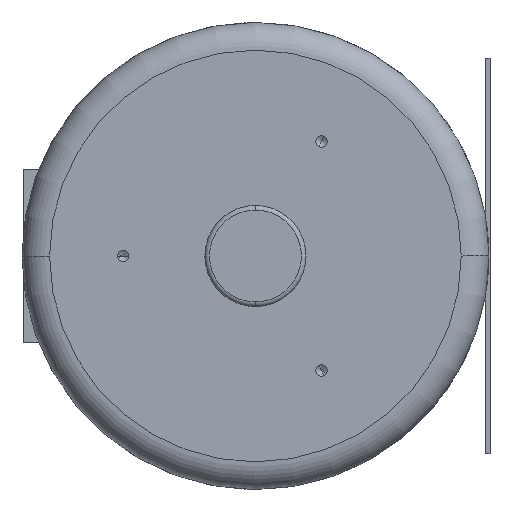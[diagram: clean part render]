
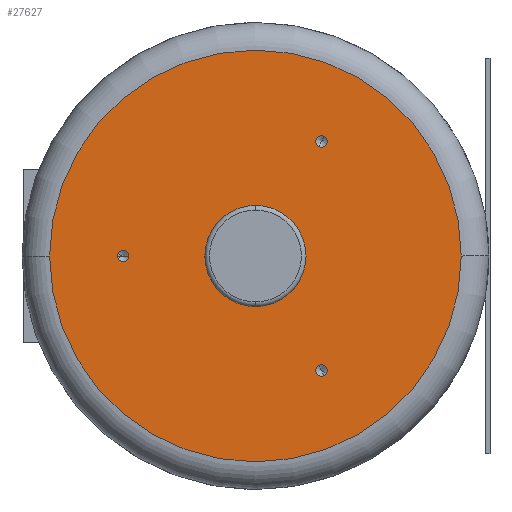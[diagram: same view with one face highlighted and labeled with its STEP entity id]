
A CAD part, left-side view. The second image highlights one B-rep face of the part: STEP entity #27627.
In plain terms, the highlighted planar face has unit normal (-1, 0, 0).
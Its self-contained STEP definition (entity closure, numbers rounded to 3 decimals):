
#11108=CARTESIAN_POINT('',(-57.6,0.,0.));
#11109=DIRECTION('',(-1.,0.,0.));
#11110=DIRECTION('',(0.,0.,1.));
#11111=AXIS2_PLACEMENT_3D('',#11108,#11109,#11110);
#11113=CARTESIAN_POINT('',(-57.6,0.,0.));
#11114=DIRECTION('',(-1.,0.,0.));
#11115=DIRECTION('',(0.,0.,-1.));
#11116=AXIS2_PLACEMENT_3D('',#11113,#11114,#11115);
#11118=CARTESIAN_POINT('',(-57.6,57.5,0.));
#11119=DIRECTION('',(-1.,0.,0.));
#11120=DIRECTION('',(0.,1.,0.));
#11121=AXIS2_PLACEMENT_3D('',#11118,#11119,#11120);
#11123=CARTESIAN_POINT('',(-57.6,57.5,0.));
#11124=DIRECTION('',(-1.,0.,0.));
#11125=DIRECTION('',(0.,-1.,0.));
#11126=AXIS2_PLACEMENT_3D('',#11123,#11124,#11125);
#11128=CARTESIAN_POINT('',(-57.6,-28.75,49.796));
#11129=DIRECTION('',(-1.,0.,0.));
#11130=DIRECTION('',(0.,-0.5,0.866));
#11131=AXIS2_PLACEMENT_3D('',#11128,#11129,#11130);
#11133=CARTESIAN_POINT('',(-57.6,-28.75,49.796));
#11134=DIRECTION('',(-1.,0.,0.));
#11135=DIRECTION('',(0.,0.5,-0.866));
#11136=AXIS2_PLACEMENT_3D('',#11133,#11134,#11135);
#11138=CARTESIAN_POINT('',(-57.6,-28.75,-49.796));
#11139=DIRECTION('',(-1.,0.,0.));
#11140=DIRECTION('',(0.,-0.5,-0.866));
#11141=AXIS2_PLACEMENT_3D('',#11138,#11139,#11140);
#11143=CARTESIAN_POINT('',(-57.6,-28.75,-49.796));
#11144=DIRECTION('',(-1.,0.,0.));
#11145=DIRECTION('',(0.,0.5,0.866));
#11146=AXIS2_PLACEMENT_3D('',#11143,#11144,#11145);
#11148=CARTESIAN_POINT('',(-57.6,0.,0.));
#11149=DIRECTION('',(-1.,0.,0.));
#11150=DIRECTION('',(0.,1.,0.));
#11151=AXIS2_PLACEMENT_3D('',#11148,#11149,#11150);
#11153=CARTESIAN_POINT('',(-57.6,0.,0.));
#11154=DIRECTION('',(-1.,0.,0.));
#11155=DIRECTION('',(0.,-1.,0.));
#11156=AXIS2_PLACEMENT_3D('',#11153,#11154,#11155);
#11720=CARTESIAN_POINT('',(-57.6,60.,0.));
#11721=CARTESIAN_POINT('',(-57.6,55.,0.));
#11722=VERTEX_POINT('',#11720);
#11723=VERTEX_POINT('',#11721);
#11730=CARTESIAN_POINT('',(-57.6,-30.,51.962));
#11731=CARTESIAN_POINT('',(-57.6,-27.5,47.631));
#11732=VERTEX_POINT('',#11730);
#11733=VERTEX_POINT('',#11731);
#11740=CARTESIAN_POINT('',(-57.6,-30.,-51.962));
#11741=CARTESIAN_POINT('',(-57.6,-27.5,-47.631));
#11742=VERTEX_POINT('',#11740);
#11743=VERTEX_POINT('',#11741);
#11754=CARTESIAN_POINT('',(-57.6,0.,22.));
#11755=CARTESIAN_POINT('',(-57.6,0.,-22.));
#11756=VERTEX_POINT('',#11754);
#11757=VERTEX_POINT('',#11755);
#14048=CARTESIAN_POINT('',(-57.6,89.5,0.));
#14049=CARTESIAN_POINT('',(-57.6,-89.5,0.));
#14050=VERTEX_POINT('',#14048);
#14051=VERTEX_POINT('',#14049);
#27593=CARTESIAN_POINT('',(-57.6,0.,0.));
#27594=DIRECTION('',(1.,0.,0.));
#27595=DIRECTION('',(0.,-1.,0.));
#27596=AXIS2_PLACEMENT_3D('',#27593,#27594,#27595);
#27597=PLANE('',#27596);
#27598=ORIENTED_EDGE('',*,*,#27583,.F.);
#27600=ORIENTED_EDGE('',*,*,#27599,.F.);
#27601=EDGE_LOOP('',(#27598,#27600));
#27602=FACE_OUTER_BOUND('',#27601,.F.);
#27604=ORIENTED_EDGE('',*,*,#27603,.T.);
#27606=ORIENTED_EDGE('',*,*,#27605,.T.);
#27607=EDGE_LOOP('',(#27604,#27606));
#27608=FACE_BOUND('',#27607,.F.);
#27610=ORIENTED_EDGE('',*,*,#27609,.T.);
#27612=ORIENTED_EDGE('',*,*,#27611,.T.);
#27613=EDGE_LOOP('',(#27610,#27612));
#27614=FACE_BOUND('',#27613,.F.);
#27616=ORIENTED_EDGE('',*,*,#27615,.T.);
#27618=ORIENTED_EDGE('',*,*,#27617,.T.);
#27619=EDGE_LOOP('',(#27616,#27618));
#27620=FACE_BOUND('',#27619,.F.);
#27622=ORIENTED_EDGE('',*,*,#27621,.T.);
#27624=ORIENTED_EDGE('',*,*,#27623,.T.);
#27625=EDGE_LOOP('',(#27622,#27624));
#27626=FACE_BOUND('',#27625,.F.);
#27627=ADVANCED_FACE('',(#27602,#27608,#27614,#27620,#27626),#27597,.F.);
#11112=CIRCLE('',#11111,22.);
#11117=CIRCLE('',#11116,22.);
#11122=CIRCLE('',#11121,2.5);
#11127=CIRCLE('',#11126,2.5);
#11132=CIRCLE('',#11131,2.5);
#11137=CIRCLE('',#11136,2.5);
#11142=CIRCLE('',#11141,2.5);
#11147=CIRCLE('',#11146,2.5);
#11152=CIRCLE('',#11151,89.5);
#11157=CIRCLE('',#11156,89.5);
#27583=EDGE_CURVE('',#14050,#14051,#11152,.T.);
#27599=EDGE_CURVE('',#14051,#14050,#11157,.T.);
#27603=EDGE_CURVE('',#11756,#11757,#11112,.T.);
#27605=EDGE_CURVE('',#11757,#11756,#11117,.T.);
#27609=EDGE_CURVE('',#11722,#11723,#11122,.T.);
#27611=EDGE_CURVE('',#11723,#11722,#11127,.T.);
#27615=EDGE_CURVE('',#11732,#11733,#11132,.T.);
#27617=EDGE_CURVE('',#11733,#11732,#11137,.T.);
#27621=EDGE_CURVE('',#11742,#11743,#11142,.T.);
#27623=EDGE_CURVE('',#11743,#11742,#11147,.T.);
